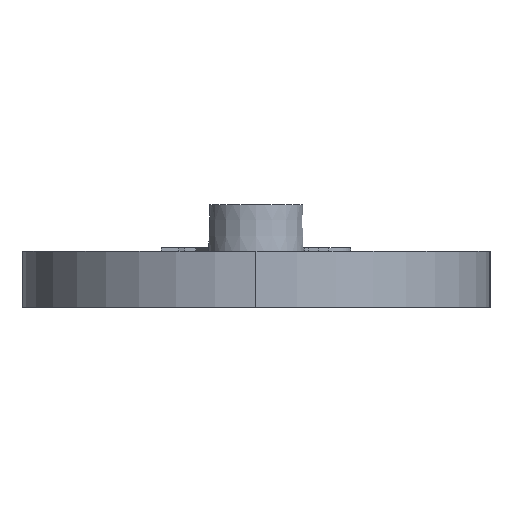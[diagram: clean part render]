
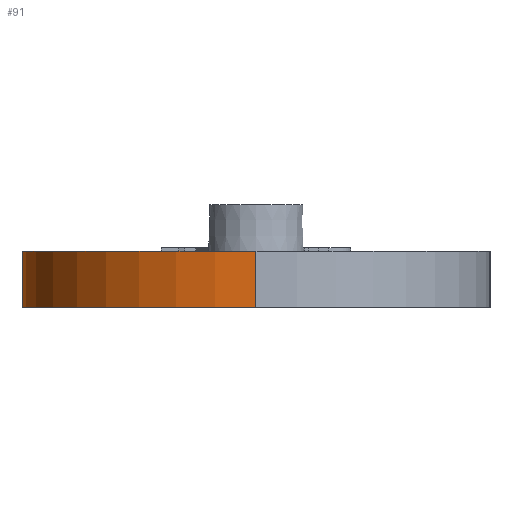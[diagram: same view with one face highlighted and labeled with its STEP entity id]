
A CAD part, left-side view. The second image highlights one B-rep face of the part: STEP entity #91.
In plain terms, the highlighted cylindrical face has radius 12.5 mm (diameter 25 mm), a partial arc.
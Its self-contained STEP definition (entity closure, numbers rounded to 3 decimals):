
#91 = ADVANCED_FACE( '', ( #192 ), #193, .T. );
#192 = FACE_OUTER_BOUND( '', #349, .T. );
#193 = CYLINDRICAL_SURFACE( '', #350, 12.5 );
#349 = EDGE_LOOP( '', ( #647, #648, #649, #650 ) );
#350 = AXIS2_PLACEMENT_3D( '', #651, #652, #653 );
#647 = ORIENTED_EDGE( '', *, *, #1049, .T. );
#648 = ORIENTED_EDGE( '', *, *, #1080, .F. );
#649 = ORIENTED_EDGE( '', *, *, #1116, .F. );
#650 = ORIENTED_EDGE( '', *, *, #1133, .T. );
#651 = CARTESIAN_POINT( '', ( -65.5, 0., 0. ) );
#652 = DIRECTION( '', ( 0., 0., -1. ) );
#653 = DIRECTION( '', ( 0., -1., 0. ) );
#1049 = EDGE_CURVE( '', #1247, #1244, #1248, .T. );
#1080 = EDGE_CURVE( '', #1306, #1244, #1308, .T. );
#1116 = EDGE_CURVE( '', #1373, #1306, #1375, .T. );
#1133 = EDGE_CURVE( '', #1373, #1247, #1397, .T. );
#1244 = VERTEX_POINT( '', #1555 );
#1247 = VERTEX_POINT( '', #1559 );
#1248 = CIRCLE( '', #1560, 12.5 );
#1306 = VERTEX_POINT( '', #1637 );
#1308 = LINE( '', #1640, #1641 );
#1373 = VERTEX_POINT( '', #1730 );
#1375 = CIRCLE( '', #1732, 12.5 );
#1397 = LINE( '', #1768, #1769 );
#1555 = CARTESIAN_POINT( '', ( -65.5, 12.5, 3. ) );
#1559 = CARTESIAN_POINT( '', ( -78., 0., 3. ) );
#1560 = AXIS2_PLACEMENT_3D( '', #1979, #1980, #1981 );
#1637 = CARTESIAN_POINT( '', ( -65.5, 12.5, 0. ) );
#1640 = CARTESIAN_POINT( '', ( -65.5, 12.5, 0. ) );
#1641 = VECTOR( '', #2032, 1000. );
#1730 = CARTESIAN_POINT( '', ( -78., 0., 0. ) );
#1732 = AXIS2_PLACEMENT_3D( '', #2090, #2091, #2092 );
#1768 = CARTESIAN_POINT( '', ( -78., 0., 0. ) );
#1769 = VECTOR( '', #2113, 1000. );
#1979 = CARTESIAN_POINT( '', ( -65.5, 0., 3. ) );
#1980 = DIRECTION( '', ( 0., 0., -1. ) );
#1981 = DIRECTION( '', ( 0., 1., 0. ) );
#2032 = DIRECTION( '', ( 0., 0., 1. ) );
#2090 = CARTESIAN_POINT( '', ( -65.5, 0., 0. ) );
#2091 = DIRECTION( '', ( 0., 0., -1. ) );
#2092 = DIRECTION( '', ( 0., 1., 0. ) );
#2113 = DIRECTION( '', ( 0., 0., 1. ) );
